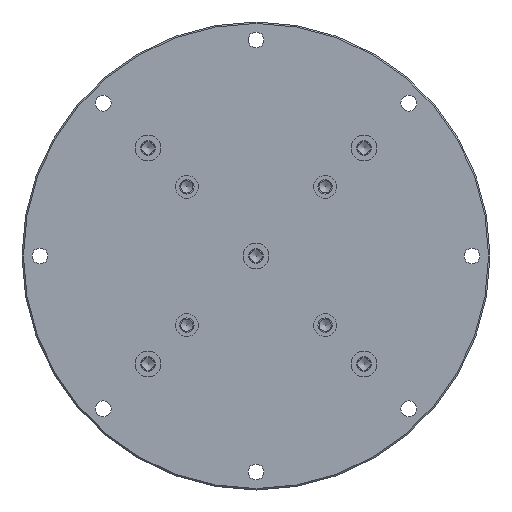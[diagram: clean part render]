
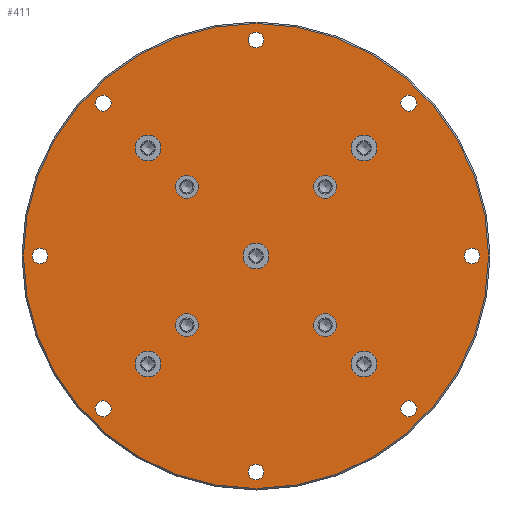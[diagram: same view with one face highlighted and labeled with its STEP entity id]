
A CAD part, front view. The second image highlights one B-rep face of the part: STEP entity #411.
In plain terms, the highlighted planar face has unit normal (0, -1, 0).
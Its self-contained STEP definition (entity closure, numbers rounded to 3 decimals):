
#411=ADVANCED_FACE('',(#1009,#1010,#1011,#1012,#1013,#1014,#1015,#1016,#1017,
#1018,#1019,#1020,#1021,#1022,#1023,#1024,#1025,#1026),#689,.F.);
#689=PLANE('',#4031);
#1009=FACE_BOUND('',#1494,.T.);
#1010=FACE_BOUND('',#1495,.T.);
#1011=FACE_BOUND('',#1496,.T.);
#1012=FACE_BOUND('',#1497,.T.);
#1013=FACE_BOUND('',#1498,.T.);
#1014=FACE_BOUND('',#1499,.T.);
#1015=FACE_BOUND('',#1500,.T.);
#1016=FACE_BOUND('',#1501,.T.);
#1017=FACE_BOUND('',#1502,.T.);
#1018=FACE_BOUND('',#1503,.T.);
#1019=FACE_BOUND('',#1504,.T.);
#1020=FACE_BOUND('',#1505,.T.);
#1021=FACE_BOUND('',#1506,.T.);
#1022=FACE_BOUND('',#1507,.T.);
#1023=FACE_BOUND('',#1508,.T.);
#1024=FACE_BOUND('',#1509,.T.);
#1025=FACE_BOUND('',#1510,.T.);
#1026=FACE_BOUND('',#1511,.T.);
#1494=EDGE_LOOP('',(#2048));
#1495=EDGE_LOOP('',(#2049));
#1496=EDGE_LOOP('',(#2050));
#1497=EDGE_LOOP('',(#2051));
#1498=EDGE_LOOP('',(#2052));
#1499=EDGE_LOOP('',(#2053));
#1500=EDGE_LOOP('',(#2054));
#1501=EDGE_LOOP('',(#2055));
#1502=EDGE_LOOP('',(#2056));
#1503=EDGE_LOOP('',(#2057));
#1504=EDGE_LOOP('',(#2058));
#1505=EDGE_LOOP('',(#2059));
#1506=EDGE_LOOP('',(#2060));
#1507=EDGE_LOOP('',(#2061));
#1508=EDGE_LOOP('',(#2062));
#1509=EDGE_LOOP('',(#2063));
#1510=EDGE_LOOP('',(#2064));
#1511=EDGE_LOOP('',(#2065));
#2048=ORIENTED_EDGE('',*,*,#3318,.T.);
#2049=ORIENTED_EDGE('',*,*,#3319,.T.);
#2050=ORIENTED_EDGE('',*,*,#3320,.T.);
#2051=ORIENTED_EDGE('',*,*,#3321,.T.);
#2052=ORIENTED_EDGE('',*,*,#3322,.T.);
#2053=ORIENTED_EDGE('',*,*,#3323,.T.);
#2054=ORIENTED_EDGE('',*,*,#3324,.T.);
#2055=ORIENTED_EDGE('',*,*,#3325,.T.);
#2056=ORIENTED_EDGE('',*,*,#3326,.T.);
#2057=ORIENTED_EDGE('',*,*,#3327,.T.);
#2058=ORIENTED_EDGE('',*,*,#3328,.F.);
#2059=ORIENTED_EDGE('',*,*,#3329,.F.);
#2060=ORIENTED_EDGE('',*,*,#3330,.T.);
#2061=ORIENTED_EDGE('',*,*,#3331,.T.);
#2062=ORIENTED_EDGE('',*,*,#3332,.T.);
#2063=ORIENTED_EDGE('',*,*,#3333,.T.);
#2064=ORIENTED_EDGE('',*,*,#3334,.F.);
#2065=ORIENTED_EDGE('',*,*,#3335,.F.);
#2934=VERTEX_POINT('',#5832);
#2935=VERTEX_POINT('',#5834);
#2936=VERTEX_POINT('',#5836);
#2937=VERTEX_POINT('',#5838);
#2938=VERTEX_POINT('',#5840);
#2939=VERTEX_POINT('',#5842);
#2940=VERTEX_POINT('',#5844);
#2941=VERTEX_POINT('',#5846);
#2942=VERTEX_POINT('',#5848);
#2943=VERTEX_POINT('',#5850);
#2944=VERTEX_POINT('',#5852);
#2945=VERTEX_POINT('',#5854);
#2946=VERTEX_POINT('',#5856);
#2947=VERTEX_POINT('',#5858);
#2948=VERTEX_POINT('',#5860);
#2949=VERTEX_POINT('',#5862);
#2950=VERTEX_POINT('',#5864);
#2951=VERTEX_POINT('',#5866);
#3318=EDGE_CURVE('',#2934,#2934,#3743,.T.);
#3319=EDGE_CURVE('',#2935,#2935,#3744,.T.);
#3320=EDGE_CURVE('',#2936,#2936,#3745,.T.);
#3321=EDGE_CURVE('',#2937,#2937,#3746,.T.);
#3322=EDGE_CURVE('',#2938,#2938,#3747,.T.);
#3323=EDGE_CURVE('',#2939,#2939,#3748,.T.);
#3324=EDGE_CURVE('',#2940,#2940,#3749,.T.);
#3325=EDGE_CURVE('',#2941,#2941,#3750,.T.);
#3326=EDGE_CURVE('',#2942,#2942,#3751,.T.);
#3327=EDGE_CURVE('',#2943,#2943,#3752,.T.);
#3328=EDGE_CURVE('',#2944,#2944,#3753,.T.);
#3329=EDGE_CURVE('',#2945,#2945,#3754,.T.);
#3330=EDGE_CURVE('',#2946,#2946,#3755,.T.);
#3331=EDGE_CURVE('',#2947,#2947,#3756,.T.);
#3332=EDGE_CURVE('',#2948,#2948,#3757,.T.);
#3333=EDGE_CURVE('',#2949,#2949,#3758,.T.);
#3334=EDGE_CURVE('',#2950,#2950,#3759,.T.);
#3335=EDGE_CURVE('',#2951,#2951,#3760,.T.);
#3743=CIRCLE('',#4013,161.5);
#3744=CIRCLE('',#4014,5.5);
#3745=CIRCLE('',#4015,5.5);
#3746=CIRCLE('',#4016,5.5);
#3747=CIRCLE('',#4017,5.5);
#3748=CIRCLE('',#4018,5.5);
#3749=CIRCLE('',#4019,5.5);
#3750=CIRCLE('',#4020,5.5);
#3751=CIRCLE('',#4021,5.5);
#3752=CIRCLE('',#4022,9.);
#3753=CIRCLE('',#4023,8.003);
#3754=CIRCLE('',#4024,8.003);
#3755=CIRCLE('',#4025,9.);
#3756=CIRCLE('',#4026,9.);
#3757=CIRCLE('',#4027,9.);
#3758=CIRCLE('',#4028,9.);
#3759=CIRCLE('',#4029,8.003);
#3760=CIRCLE('',#4030,8.003);
#4013=AXIS2_PLACEMENT_3D('',#5831,#4587,#4588);
#4014=AXIS2_PLACEMENT_3D('',#5833,#4589,#4590);
#4015=AXIS2_PLACEMENT_3D('',#5835,#4591,#4592);
#4016=AXIS2_PLACEMENT_3D('',#5837,#4593,#4594);
#4017=AXIS2_PLACEMENT_3D('',#5839,#4595,#4596);
#4018=AXIS2_PLACEMENT_3D('',#5841,#4597,#4598);
#4019=AXIS2_PLACEMENT_3D('',#5843,#4599,#4600);
#4020=AXIS2_PLACEMENT_3D('',#5845,#4601,#4602);
#4021=AXIS2_PLACEMENT_3D('',#5847,#4603,#4604);
#4022=AXIS2_PLACEMENT_3D('',#5849,#4605,#4606);
#4023=AXIS2_PLACEMENT_3D('',#5851,#4607,#4608);
#4024=AXIS2_PLACEMENT_3D('',#5853,#4609,#4610);
#4025=AXIS2_PLACEMENT_3D('',#5855,#4611,#4612);
#4026=AXIS2_PLACEMENT_3D('',#5857,#4613,#4614);
#4027=AXIS2_PLACEMENT_3D('',#5859,#4615,#4616);
#4028=AXIS2_PLACEMENT_3D('',#5861,#4617,#4618);
#4029=AXIS2_PLACEMENT_3D('',#5863,#4619,#4620);
#4030=AXIS2_PLACEMENT_3D('',#5865,#4621,#4622);
#4031=AXIS2_PLACEMENT_3D('',#5867,#4623,#4624);
#4587=DIRECTION('',(0.,-1.,0.));
#4588=DIRECTION('',(0.,0.,1.));
#4589=DIRECTION('',(0.,1.,0.));
#4590=DIRECTION('',(0.,0.,1.));
#4591=DIRECTION('',(0.,1.,0.));
#4592=DIRECTION('',(-0.707,0.,0.707));
#4593=DIRECTION('',(0.,1.,0.));
#4594=DIRECTION('',(-1.,0.,0.));
#4595=DIRECTION('',(0.,1.,0.));
#4596=DIRECTION('',(-0.707,0.,-0.707));
#4597=DIRECTION('',(0.,1.,0.));
#4598=DIRECTION('',(0.,0.,-1.));
#4599=DIRECTION('',(0.,1.,0.));
#4600=DIRECTION('',(0.707,0.,-0.707));
#4601=DIRECTION('',(0.,1.,0.));
#4602=DIRECTION('',(1.,0.,0.));
#4603=DIRECTION('',(0.,1.,0.));
#4604=DIRECTION('',(0.707,0.,0.707));
#4605=DIRECTION('',(0.,1.,0.));
#4606=DIRECTION('',(-1.,0.,0.));
#4607=DIRECTION('',(0.,-1.,0.));
#4608=DIRECTION('',(0.,0.,-1.));
#4609=DIRECTION('',(0.,-1.,0.));
#4610=DIRECTION('',(0.,0.,1.));
#4611=DIRECTION('',(0.,1.,0.));
#4612=DIRECTION('',(1.,0.,0.));
#4613=DIRECTION('',(0.,1.,0.));
#4614=DIRECTION('',(0.,0.,-1.));
#4615=DIRECTION('',(0.,1.,0.));
#4616=DIRECTION('',(0.,0.,1.));
#4617=DIRECTION('',(0.,1.,0.));
#4618=DIRECTION('',(0.,0.,1.));
#4619=DIRECTION('',(0.,-1.,0.));
#4620=DIRECTION('',(-1.,0.,0.));
#4621=DIRECTION('',(0.,-1.,0.));
#4622=DIRECTION('',(1.,0.,0.));
#4623=DIRECTION('',(0.,1.,0.));
#4624=DIRECTION('',(-1.,0.,0.));
#5831=CARTESIAN_POINT('',(0.,0.,-100.));
#5832=CARTESIAN_POINT('',(0.,0.,61.5));
#5833=CARTESIAN_POINT('',(150.,0.,-100.));
#5834=CARTESIAN_POINT('',(150.,0.,-94.5));
#5835=CARTESIAN_POINT('',(106.066,0.,6.066));
#5836=CARTESIAN_POINT('',(102.177,0.,9.955));
#5837=CARTESIAN_POINT('',(0.,0.,50.));
#5838=CARTESIAN_POINT('',(-5.5,0.,50.));
#5839=CARTESIAN_POINT('',(-106.066,0.,6.066));
#5840=CARTESIAN_POINT('',(-109.955,0.,2.177));
#5841=CARTESIAN_POINT('',(-150.,0.,-100.));
#5842=CARTESIAN_POINT('',(-150.,0.,-105.5));
#5843=CARTESIAN_POINT('',(-106.066,0.,-206.066));
#5844=CARTESIAN_POINT('',(-102.177,0.,-209.955));
#5845=CARTESIAN_POINT('',(0.,0.,-250.));
#5846=CARTESIAN_POINT('',(5.5,0.,-250.));
#5847=CARTESIAN_POINT('',(106.066,0.,-206.066));
#5848=CARTESIAN_POINT('',(109.955,0.,-202.177));
#5849=CARTESIAN_POINT('',(75.,0.,-25.));
#5850=CARTESIAN_POINT('',(66.,0.,-25.));
#5851=CARTESIAN_POINT('',(48.,0.,-52.));
#5852=CARTESIAN_POINT('',(48.,0.,-60.002));
#5853=CARTESIAN_POINT('',(-48.,0.,-148.));
#5854=CARTESIAN_POINT('',(-48.,0.,-139.998));
#5855=CARTESIAN_POINT('',(-75.,0.,-175.));
#5856=CARTESIAN_POINT('',(-66.,0.,-175.));
#5857=CARTESIAN_POINT('',(-75.,0.,-25.));
#5858=CARTESIAN_POINT('',(-75.,0.,-34.));
#5859=CARTESIAN_POINT('',(75.,0.,-175.));
#5860=CARTESIAN_POINT('',(75.,0.,-166.));
#5861=CARTESIAN_POINT('',(0.,0.,-100.));
#5862=CARTESIAN_POINT('',(0.,0.,-91.));
#5863=CARTESIAN_POINT('',(48.,0.,-148.));
#5864=CARTESIAN_POINT('',(39.997,0.,-148.));
#5865=CARTESIAN_POINT('',(-48.,0.,-52.));
#5866=CARTESIAN_POINT('',(-39.998,0.,-52.));
#5867=CARTESIAN_POINT('',(0.,0.,-100.));
